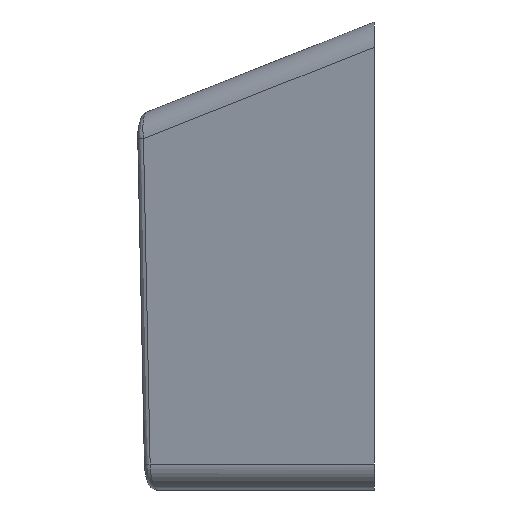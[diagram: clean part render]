
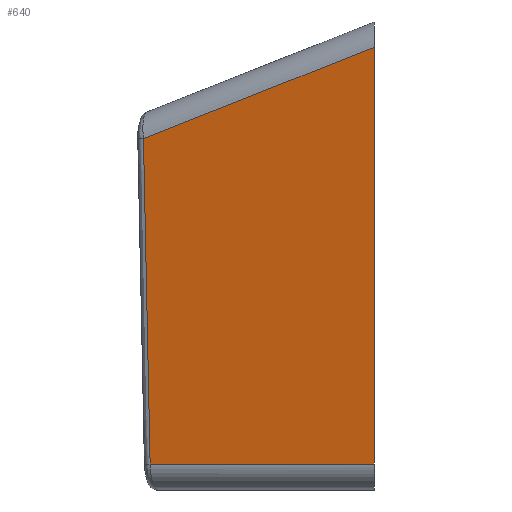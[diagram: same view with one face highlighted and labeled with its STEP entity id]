
A CAD part, left-side view. The second image highlights one B-rep face of the part: STEP entity #640.
In plain terms, the highlighted planar face has unit normal (-0.964, 0.267, 0).
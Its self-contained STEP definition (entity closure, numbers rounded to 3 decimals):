
#75=FACE_OUTER_BOUND('',#115,.T.);
#115=EDGE_LOOP('',(#539,#540,#541,#542));
#168=LINE('',#1418,#219);
#169=LINE('',#1421,#220);
#170=LINE('',#1423,#221);
#171=LINE('',#1424,#222);
#219=VECTOR('',#808,10.);
#220=VECTOR('',#811,10.);
#221=VECTOR('',#812,10.);
#222=VECTOR('',#813,10.);
#305=VERTEX_POINT('',#1408);
#306=VERTEX_POINT('',#1416);
#307=VERTEX_POINT('',#1420);
#308=VERTEX_POINT('',#1422);
#388=EDGE_CURVE('',#305,#306,#168,.T.);
#389=EDGE_CURVE('',#307,#305,#169,.T.);
#390=EDGE_CURVE('',#308,#307,#170,.T.);
#391=EDGE_CURVE('',#306,#308,#171,.T.);
#539=ORIENTED_EDGE('',*,*,#388,.F.);
#540=ORIENTED_EDGE('',*,*,#389,.F.);
#541=ORIENTED_EDGE('',*,*,#390,.F.);
#542=ORIENTED_EDGE('',*,*,#391,.F.);
#609=PLANE('',#694);
#640=ADVANCED_FACE('',(#75),#609,.F.);
#694=AXIS2_PLACEMENT_3D('',#1419,#809,#810);
#808=DIRECTION('',(-0.25,-0.9,0.357));
#809=DIRECTION('center_axis',(0.964,-0.267,0.));
#810=DIRECTION('ref_axis',(0.,0.,-1.));
#811=DIRECTION('',(0.006,0.02,1.));
#812=DIRECTION('',(0.267,0.964,0.));
#813=DIRECTION('',(0.,0.,-1.));
#1408=CARTESIAN_POINT('',(-6.539,8.876,4.515));
#1416=CARTESIAN_POINT('',(-9.,0.,8.03));
#1418=CARTESIAN_POINT('',(-8.526,1.711,7.353));
#1419=CARTESIAN_POINT('Origin',(-9.,0.,9.));
#1420=CARTESIAN_POINT('',(-6.61,8.62,-8.));
#1421=CARTESIAN_POINT('',(-6.61,8.62,-8.));
#1422=CARTESIAN_POINT('',(-9.,0.,-8.));
#1423=CARTESIAN_POINT('',(-9.,0.,-8.));
#1424=CARTESIAN_POINT('',(-9.,0.,9.));
